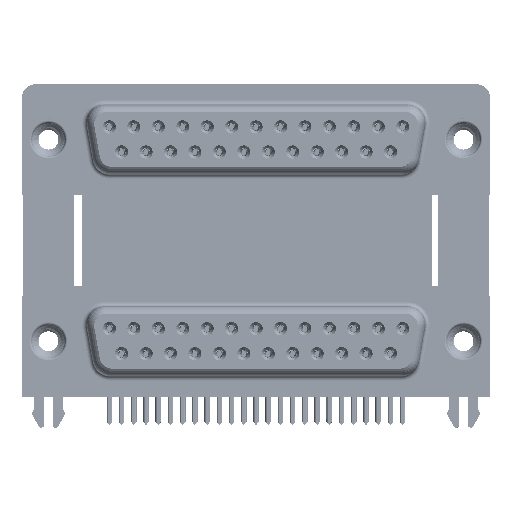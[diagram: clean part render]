
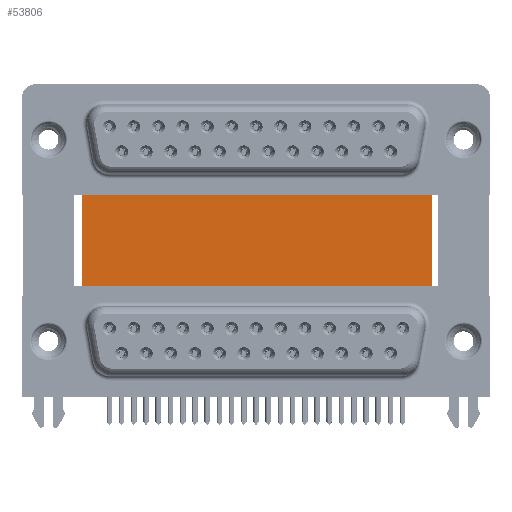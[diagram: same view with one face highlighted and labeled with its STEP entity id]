
A CAD part, top view. The second image highlights one B-rep face of the part: STEP entity #53806.
In plain terms, the highlighted planar face has unit normal (0, 0, 1).
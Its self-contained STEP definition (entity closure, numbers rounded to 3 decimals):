
#2957 = VERTEX_POINT ( 'NONE', #16589 ) ;
#4511 = DIRECTION ( 'NONE',  ( 0., -1., 0. ) ) ;
#7987 = VECTOR ( 'NONE', #44442, 1000. ) ;
#11404 = CARTESIAN_POINT ( 'NONE',  ( 3.79, 16.585, -12. ) ) ;
#12765 = EDGE_LOOP ( 'NONE', ( #60854, #21797, #62732, #23453 ) ) ;
#14064 = CARTESIAN_POINT ( 'NONE',  ( 3.79, -3.735, -12. ) ) ;
#15634 = VERTEX_POINT ( 'NONE', #14064 ) ;
#15739 = EDGE_CURVE ( 'NONE', #35298, #45658, #48205, .T. ) ;
#16078 = CARTESIAN_POINT ( 'NONE',  ( 3.79, 16.585, -12. ) ) ;
#16589 = CARTESIAN_POINT ( 'NONE',  ( 3.79, 16.585, -12. ) ) ;
#18493 = CARTESIAN_POINT ( 'NONE',  ( 3.79, 16.585, -12. ) ) ;
#21693 = CARTESIAN_POINT ( 'NONE',  ( 43.43, -3.735, -12. ) ) ;
#21797 = ORIENTED_EDGE ( 'NONE', *, *, #15739, .F. ) ;
#23263 = DIRECTION ( 'NONE',  ( -1., 0., 0. ) ) ;
#23453 = ORIENTED_EDGE ( 'NONE', *, *, #59565, .T. ) ;
#26359 = DIRECTION ( 'NONE',  ( 0., -1., 0. ) ) ;
#27825 = CARTESIAN_POINT ( 'NONE',  ( 43.43, 16.585, -12. ) ) ;
#29041 = CARTESIAN_POINT ( 'NONE',  ( 43.43, 16.585, -12. ) ) ;
#30201 = EDGE_CURVE ( 'NONE', #15634, #45658, #35494, .T. ) ;
#31264 = VECTOR ( 'NONE', #4511, 1000. ) ;
#34078 = DIRECTION ( 'NONE',  ( 0., 0., -1. ) ) ;
#35298 = VERTEX_POINT ( 'NONE', #27825 ) ;
#35494 = LINE ( 'NONE', #39029, #7987 ) ;
#38847 = EDGE_CURVE ( 'NONE', #2957, #35298, #39351, .T. ) ;
#39029 = CARTESIAN_POINT ( 'NONE',  ( 3.79, -3.735, -12. ) ) ;
#39190 = VECTOR ( 'NONE', #26359, 1000. ) ;
#39351 = LINE ( 'NONE', #16078, #59816 ) ;
#44442 = DIRECTION ( 'NONE',  ( 1., 0., 0. ) ) ;
#45658 = VERTEX_POINT ( 'NONE', #21693 ) ;
#48205 = LINE ( 'NONE', #29041, #31264 ) ;
#51196 = AXIS2_PLACEMENT_3D ( 'NONE', #18493, #34078, #23263 ) ;
#51561 = LINE ( 'NONE', #11404, #39190 ) ;
#53268 = FACE_OUTER_BOUND ( 'NONE', #12765, .T. ) ;
#53806 = ADVANCED_FACE ( 'NONE', ( #53268 ), #58050, .F. ) ;
#58050 = PLANE ( 'NONE',  #51196 ) ;
#59187 = DIRECTION ( 'NONE',  ( 1., 0., 0. ) ) ;
#59565 = EDGE_CURVE ( 'NONE', #2957, #15634, #51561, .T. ) ;
#59816 = VECTOR ( 'NONE', #59187, 1000. ) ;
#60854 = ORIENTED_EDGE ( 'NONE', *, *, #30201, .T. ) ;
#62732 = ORIENTED_EDGE ( 'NONE', *, *, #38847, .F. ) ;
